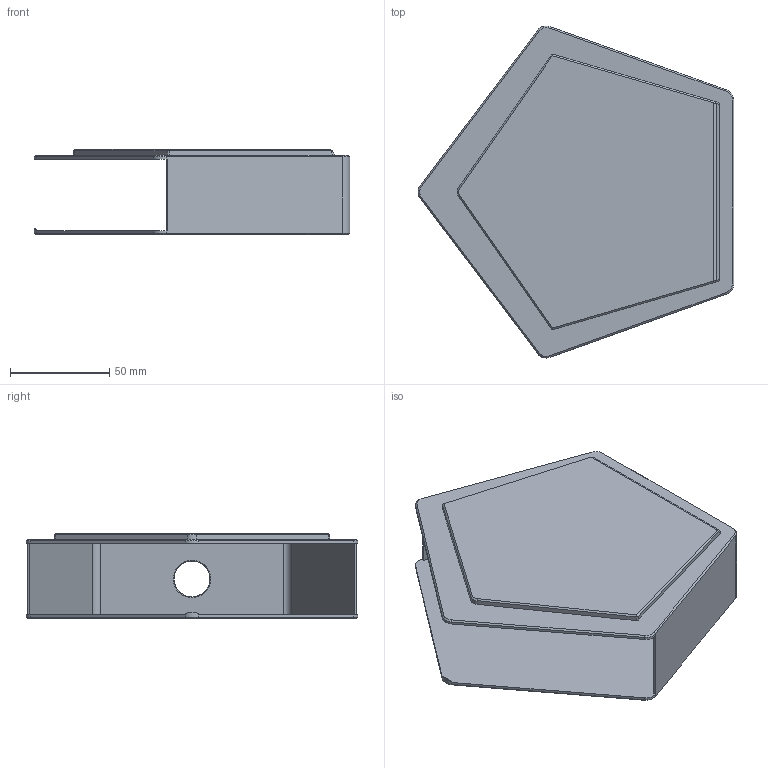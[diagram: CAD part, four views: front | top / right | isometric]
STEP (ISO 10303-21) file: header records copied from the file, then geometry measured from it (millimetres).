
FILE_DESCRIPTION(('FreeCAD Model'),'2;1');
FILE_NAME('Open CASCADE Shape Model','2024-12-22T11:58:38',(''),(''), 'Open CASCADE STEP processor 7.8','FreeCAD','Unknown');
FILE_SCHEMA(('AUTOMOTIVE_DESIGN { 1 0 10303 214 1 1 1 1 }'));
Length unit declared in the file: millimetre
Products named in the file (1): box
Bounding box: 158.87 x 166.93 x 43 mm (x, y, z)
Volume: 125329.7 mm3; surface area: 95813.9 mm2
Topology: 1 solids, 1 shells, 75 faces, 189 edges, 117 vertices
Faces by surface type: plane 40, cylinder 16, cone 14, bspline 5
Full cylindrical faces by diameter (mm): 18 x1
Entity records: 5151 total; most frequent: CARTESIAN_POINT 1377, DIRECTION 694, LINE 429, VECTOR 429, ORIENTED_EDGE 378, PCURVE 378, DEFINITIONAL_REPRESENTATION 378, EDGE_CURVE 189
